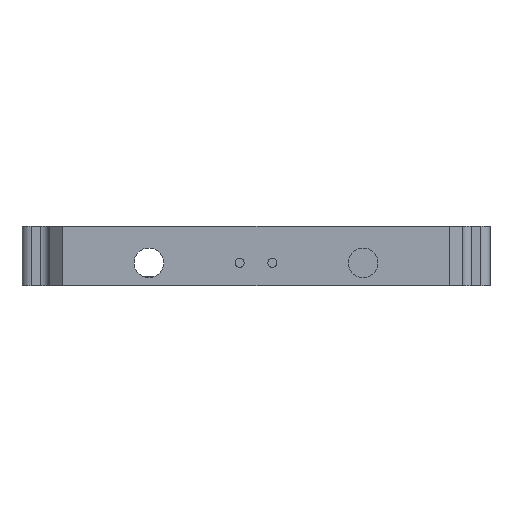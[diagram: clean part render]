
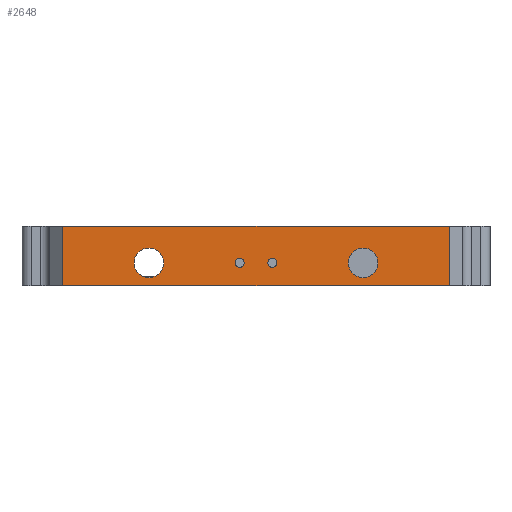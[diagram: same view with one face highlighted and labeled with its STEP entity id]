
A CAD part, left-side view. The second image highlights one B-rep face of the part: STEP entity #2648.
In plain terms, the highlighted planar face has unit normal (-1, 0, 0).
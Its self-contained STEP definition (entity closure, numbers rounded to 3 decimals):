
#4 = DIRECTION ( 'NONE',  ( 0., 0., -1. ) ) ;
#36 = DIRECTION ( 'NONE',  ( 0., -1., 0. ) ) ;
#55 = ORIENTED_EDGE ( 'NONE', *, *, #3875, .T. ) ;
#71 = DIRECTION ( 'NONE',  ( 1., 0., 0. ) ) ;
#96 = DIRECTION ( 'NONE',  ( 1., 0., 0. ) ) ;
#237 = AXIS2_PLACEMENT_3D ( 'NONE', #1437, #96, #765 ) ;
#308 = CARTESIAN_POINT ( 'NONE',  ( -39., 0., 6. ) ) ;
#504 = EDGE_CURVE ( 'NONE', #3733, #2016, #3966, .T. ) ;
#543 = ORIENTED_EDGE ( 'NONE', *, *, #3313, .F. ) ;
#621 = CARTESIAN_POINT ( 'NONE',  ( -39., -5.271, 0.9 ) ) ;
#700 = EDGE_CURVE ( 'NONE', #2932, #2854, #4318, .T. ) ;
#744 = FACE_BOUND ( 'NONE', #2405, .T. ) ;
#756 = CARTESIAN_POINT ( 'NONE',  ( -39., 24.147, 0.9 ) ) ;
#759 = DIRECTION ( 'NONE',  ( 1., 0., 0. ) ) ;
#765 = DIRECTION ( 'NONE',  ( 0., 1., 0. ) ) ;
#802 = DIRECTION ( 'NONE',  ( 0., 1., 0. ) ) ;
#863 = EDGE_CURVE ( 'NONE', #2016, #3733, #3431, .T. ) ;
#951 = EDGE_CURVE ( 'NONE', #2379, #1503, #1432, .T. ) ;
#962 = VECTOR ( 'NONE', #4, 1000. ) ;
#991 = AXIS2_PLACEMENT_3D ( 'NONE', #2858, #2838, #802 ) ;
#1045 = ORIENTED_EDGE ( 'NONE', *, *, #863, .T. ) ;
#1067 = LINE ( 'NONE', #4159, #1706 ) ;
#1077 = VECTOR ( 'NONE', #1518, 1000. ) ;
#1098 = CARTESIAN_POINT ( 'NONE',  ( -39., -20.937, 6. ) ) ;
#1138 = CARTESIAN_POINT ( 'NONE',  ( -39., 64.063, -4.2 ) ) ;
#1153 = VERTEX_POINT ( 'NONE', #2673 ) ;
#1159 = ORIENTED_EDGE ( 'NONE', *, *, #951, .T. ) ;
#1179 = ORIENTED_EDGE ( 'NONE', *, *, #3265, .T. ) ;
#1183 = LINE ( 'NONE', #3269, #1077 ) ;
#1195 = VERTEX_POINT ( 'NONE', #2651 ) ;
#1257 = EDGE_LOOP ( 'NONE', ( #1179, #55 ) ) ;
#1266 = CIRCLE ( 'NONE', #3848, 3.25 ) ;
#1300 = ORIENTED_EDGE ( 'NONE', *, *, #504, .T. ) ;
#1302 = EDGE_CURVE ( 'NONE', #2697, #1195, #4253, .T. ) ;
#1370 = DIRECTION ( 'NONE',  ( 0., 1., 0. ) ) ;
#1409 = FACE_BOUND ( 'NONE', #1257, .T. ) ;
#1432 = LINE ( 'NONE', #3222, #962 ) ;
#1437 = CARTESIAN_POINT ( 'NONE',  ( -39., 25.147, 0.9 ) ) ;
#1472 = EDGE_CURVE ( 'NONE', #2154, #3932, #3013, .T. ) ;
#1503 = VERTEX_POINT ( 'NONE', #1138 ) ;
#1518 = DIRECTION ( 'NONE',  ( 0., 1., 0. ) ) ;
#1618 = CARTESIAN_POINT ( 'NONE',  ( -39., 26.147, 0.9 ) ) ;
#1706 = VECTOR ( 'NONE', #36, 1000. ) ;
#1719 = AXIS2_PLACEMENT_3D ( 'NONE', #3981, #759, #3598 ) ;
#1735 = PLANE ( 'NONE',  #3554 ) ;
#1779 = CARTESIAN_POINT ( 'NONE',  ( -39., -20.937, 9. ) ) ;
#1801 = DIRECTION ( 'NONE',  ( 0., 1., 0. ) ) ;
#1835 = CARTESIAN_POINT ( 'NONE',  ( -39., 64.063, 9. ) ) ;
#1863 = CIRCLE ( 'NONE', #3123, 3.25 ) ;
#1867 = EDGE_LOOP ( 'NONE', ( #1045, #1300 ) ) ;
#1903 = DIRECTION ( 'NONE',  ( 0., 1., 0. ) ) ;
#1932 = CIRCLE ( 'NONE', #1719, 3.25 ) ;
#2003 = ORIENTED_EDGE ( 'NONE', *, *, #700, .T. ) ;
#2016 = VERTEX_POINT ( 'NONE', #1618 ) ;
#2106 = CARTESIAN_POINT ( 'NONE',  ( -39., 41.897, 0.9 ) ) ;
#2154 = VERTEX_POINT ( 'NONE', #4259 ) ;
#2254 = EDGE_CURVE ( 'NONE', #2379, #2697, #1067, .T. ) ;
#2286 = DIRECTION ( 'NONE',  ( 1., 0., 0. ) ) ;
#2324 = DIRECTION ( 'NONE',  ( 1., 0., 0. ) ) ;
#2368 = DIRECTION ( 'NONE',  ( 0., 1., 0. ) ) ;
#2379 = VERTEX_POINT ( 'NONE', #1835 ) ;
#2405 = EDGE_LOOP ( 'NONE', ( #3800, #3281 ) ) ;
#2499 = AXIS2_PLACEMENT_3D ( 'NONE', #4032, #2286, #3969 ) ;
#2602 = CARTESIAN_POINT ( 'NONE',  ( -39., 17.979, 0.9 ) ) ;
#2639 = EDGE_CURVE ( 'NONE', #2854, #2932, #1266, .T. ) ;
#2648 = ADVANCED_FACE ( 'NONE', ( #1409, #744, #3880, #2801, #4192 ), #1735, .F. ) ;
#2651 = CARTESIAN_POINT ( 'NONE',  ( -39., -20.937, -4.2 ) ) ;
#2673 = CARTESIAN_POINT ( 'NONE',  ( -39., 48.397, 0.9 ) ) ;
#2675 = EDGE_LOOP ( 'NONE', ( #2720, #2003 ) ) ;
#2697 = VERTEX_POINT ( 'NONE', #1779 ) ;
#2720 = ORIENTED_EDGE ( 'NONE', *, *, #2639, .T. ) ;
#2801 = FACE_BOUND ( 'NONE', #2675, .T. ) ;
#2803 = CARTESIAN_POINT ( 'NONE',  ( -39., 18.979, 0.9 ) ) ;
#2838 = DIRECTION ( 'NONE',  ( 1., 0., 0. ) ) ;
#2854 = VERTEX_POINT ( 'NONE', #3208 ) ;
#2858 = CARTESIAN_POINT ( 'NONE',  ( -39., 17.979, 0.9 ) ) ;
#2877 = DIRECTION ( 'NONE',  ( 1., 0., 0. ) ) ;
#2932 = VERTEX_POINT ( 'NONE', #621 ) ;
#3013 = CIRCLE ( 'NONE', #3903, 1. ) ;
#3093 = DIRECTION ( 'NONE',  ( 1., 0., 0. ) ) ;
#3123 = AXIS2_PLACEMENT_3D ( 'NONE', #3766, #2324, #2368 ) ;
#3143 = DIRECTION ( 'NONE',  ( 0., 1., 0. ) ) ;
#3148 = EDGE_LOOP ( 'NONE', ( #1159, #543, #3162, #4230 ) ) ;
#3162 = ORIENTED_EDGE ( 'NONE', *, *, #1302, .F. ) ;
#3175 = DIRECTION ( 'NONE',  ( 0., 0., -1. ) ) ;
#3197 = EDGE_CURVE ( 'NONE', #3932, #2154, #3258, .T. ) ;
#3208 = CARTESIAN_POINT ( 'NONE',  ( -39., 1.229, 0.9 ) ) ;
#3222 = CARTESIAN_POINT ( 'NONE',  ( -39., 64.063, 6. ) ) ;
#3258 = CIRCLE ( 'NONE', #991, 1. ) ;
#3265 = EDGE_CURVE ( 'NONE', #1153, #3974, #1932, .T. ) ;
#3269 = CARTESIAN_POINT ( 'NONE',  ( -39., -20.937, -4.2 ) ) ;
#3281 = ORIENTED_EDGE ( 'NONE', *, *, #1472, .T. ) ;
#3313 = EDGE_CURVE ( 'NONE', #1195, #1503, #1183, .T. ) ;
#3431 = CIRCLE ( 'NONE', #4016, 1. ) ;
#3511 = CARTESIAN_POINT ( 'NONE',  ( -39., 25.147, 0.9 ) ) ;
#3554 = AXIS2_PLACEMENT_3D ( 'NONE', #308, #4220, #3143 ) ;
#3598 = DIRECTION ( 'NONE',  ( 0., 1., 0. ) ) ;
#3733 = VERTEX_POINT ( 'NONE', #756 ) ;
#3766 = CARTESIAN_POINT ( 'NONE',  ( -39., 45.147, 0.9 ) ) ;
#3800 = ORIENTED_EDGE ( 'NONE', *, *, #3197, .T. ) ;
#3848 = AXIS2_PLACEMENT_3D ( 'NONE', #4513, #3093, #1370 ) ;
#3875 = EDGE_CURVE ( 'NONE', #3974, #1153, #1863, .T. ) ;
#3880 = FACE_BOUND ( 'NONE', #1867, .T. ) ;
#3903 = AXIS2_PLACEMENT_3D ( 'NONE', #2602, #2877, #1903 ) ;
#3932 = VERTEX_POINT ( 'NONE', #2803 ) ;
#3966 = CIRCLE ( 'NONE', #237, 1. ) ;
#3969 = DIRECTION ( 'NONE',  ( 0., 1., 0. ) ) ;
#3974 = VERTEX_POINT ( 'NONE', #2106 ) ;
#3981 = CARTESIAN_POINT ( 'NONE',  ( -39., 45.147, 0.9 ) ) ;
#4016 = AXIS2_PLACEMENT_3D ( 'NONE', #3511, #71, #1801 ) ;
#4032 = CARTESIAN_POINT ( 'NONE',  ( -39., -2.021, 0.9 ) ) ;
#4159 = CARTESIAN_POINT ( 'NONE',  ( -39., 64.063, 9. ) ) ;
#4192 = FACE_OUTER_BOUND ( 'NONE', #3148, .T. ) ;
#4220 = DIRECTION ( 'NONE',  ( 1., 0., 0. ) ) ;
#4230 = ORIENTED_EDGE ( 'NONE', *, *, #2254, .F. ) ;
#4253 = LINE ( 'NONE', #1098, #4267 ) ;
#4259 = CARTESIAN_POINT ( 'NONE',  ( -39., 16.979, 0.9 ) ) ;
#4267 = VECTOR ( 'NONE', #3175, 1000. ) ;
#4318 = CIRCLE ( 'NONE', #2499, 3.25 ) ;
#4513 = CARTESIAN_POINT ( 'NONE',  ( -39., -2.021, 0.9 ) ) ;
